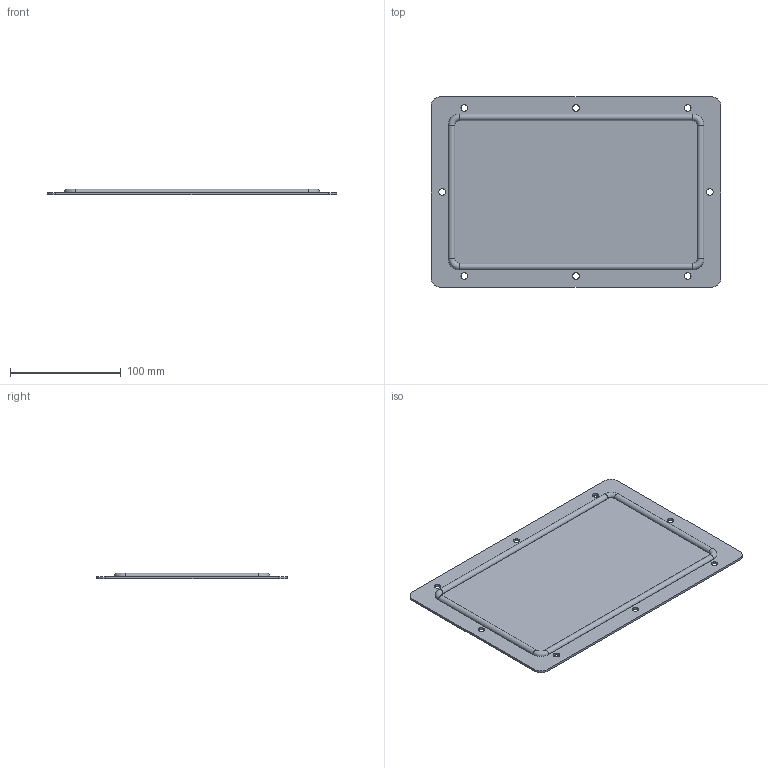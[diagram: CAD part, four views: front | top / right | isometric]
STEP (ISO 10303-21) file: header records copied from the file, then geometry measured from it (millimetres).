
FILE_DESCRIPTION(/* description */ (''),/* implementation_level */ '2;1');
FILE_NAME(/* name */ 'TAPA_262X172.stp',/* time_stamp */ '2020-11-23T14:56:04+01:00',/* author */ (''),/* organization */ (''),/* preprocessor_version */ 'ST-DEVELOPER v16.7',/* originating_system */ 'SIEMENS PLM Software NX 12.0',/* authorisation */ '');
FILE_SCHEMA (('AUTOMOTIVE_DESIGN { 1 0 10303 214 3 1 1 1 }'));
Length unit declared in the file: millimetre
Products named in the file (1): TAPA_262X172
Bounding box: 262 x 172 x 5.1 mm (x, y, z)
Volume: 99999.4 mm3; surface area: 102637.9 mm2
Topology: 2 solids, 2 shells, 43 faces, 104 edges, 64 vertices
Faces by surface type: cylinder 24, plane 15, torus 4
Full cylindrical faces by diameter (mm): 6 x8
Entity records: 1459 total; most frequent: DIRECTION 232, CARTESIAN_POINT 204, ORIENTED_EDGE 192, EDGE_CURVE 96, AXIS2_PLACEMENT_3D 92, EDGE_LOOP 68, VERTEX_POINT 64, LINE 48
